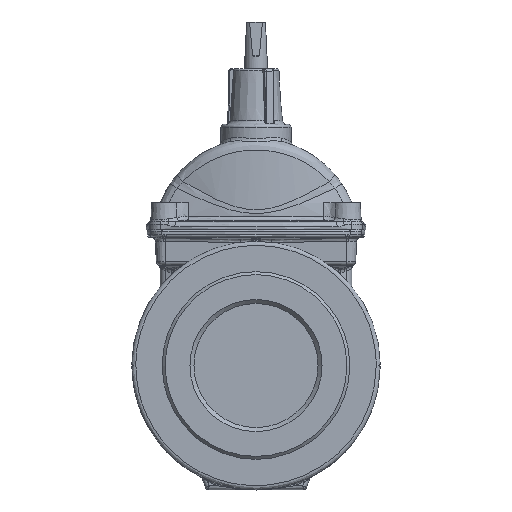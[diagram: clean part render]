
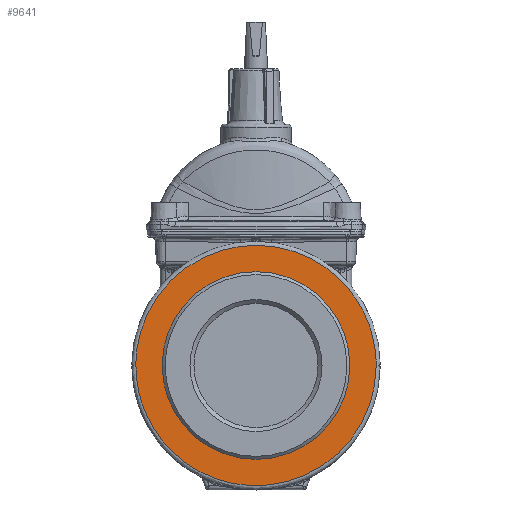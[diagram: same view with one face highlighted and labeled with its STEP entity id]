
A CAD part, top view. The second image highlights one B-rep face of the part: STEP entity #9641.
In plain terms, the highlighted planar face has unit normal (0, 0, 1).
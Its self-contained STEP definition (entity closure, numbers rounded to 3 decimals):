
#3032 = AXIS2_PLACEMENT_3D ( 'NONE', #5888, #5889, #5890 ) ;
#5362 = CARTESIAN_POINT ( 'NONE',  ( 121., -242., 97. ) ) ;
#5367 = CARTESIAN_POINT ( 'NONE',  ( 121., 0., 97. ) ) ;
#5368 = CARTESIAN_POINT ( 'NONE',  ( -121., -242., 97. ) ) ;
#5369 = CARTESIAN_POINT ( 'NONE',  ( -121., 0., 97. ) ) ;
#5370 = CARTESIAN_POINT ( 'NONE',  ( -121., 242., 97. ) ) ;
#5371 = CARTESIAN_POINT ( 'NONE',  ( 121., 242., 97. ) ) ;
#5372 = CARTESIAN_POINT ( 'NONE',  ( 121., 0., 97. ) ) ;
#5888 = CARTESIAN_POINT ( 'NONE',  ( 0., 0., 97. ) ) ;
#5889 = DIRECTION ( 'NONE',  ( 0., 0., -1. ) ) ;
#5890 = DIRECTION ( 'NONE',  ( -1., 0., 0. ) ) ;
#7016 = CARTESIAN_POINT ( 'NONE',  ( 0., 94.5, 97. ) ) ;
#7028 = PLANE ( 'NONE',  #32630 ) ;
#7030 = DIRECTION ( 'NONE',  ( 0., 0., 1. ) ) ;
#7031 = DIRECTION ( 'NONE',  ( 1., 0., 0. ) ) ;
#9641 = ADVANCED_FACE ( 'NONE', ( #18912, #18909 ), #7028, .T. ) ;
#11884 = EDGE_CURVE ( 'NONE', #36194, #36194, #38680, .T. ) ;
#11938 = EDGE_CURVE ( 'NONE', #36195, #36195, #15719, .T. ) ;
#15719 = CIRCLE ( 'NONE', #3032, 94.5 ) ;
#18909 = FACE_OUTER_BOUND ( 'NONE', #20738, .T. ) ;
#18912 = FACE_BOUND ( 'NONE', #20726, .T. ) ;
#20726 = EDGE_LOOP ( 'NONE', ( #22895 ) ) ;
#20738 = EDGE_LOOP ( 'NONE', ( #22896 ) ) ;
#22895 = ORIENTED_EDGE ( 'NONE', *, *, #11938, .T. ) ;
#22896 = ORIENTED_EDGE ( 'NONE', *, *, #11884, .F. ) ;
#32630 = AXIS2_PLACEMENT_3D ( 'NONE', #7016, #7030, #7031 ) ;
#36194 = VERTEX_POINT ( 'NONE', #36705 ) ;
#36195 = VERTEX_POINT ( 'NONE', #36706 ) ;
#36705 = CARTESIAN_POINT ( 'NONE',  ( 121., 0., 97. ) ) ;
#36706 = CARTESIAN_POINT ( 'NONE',  ( -94.5, 0., 97. ) ) ;
#38680 =( BOUNDED_CURVE ( )  B_SPLINE_CURVE ( 3, ( #5367, #5362, #5368, #5369, #5370, #5371, #5372 ),
 .UNSPECIFIED., .T., .F. ) 
 B_SPLINE_CURVE_WITH_KNOTS ( ( 4, 3, 4 ),
 ( 0., 0.5, 1. ),
 .UNSPECIFIED. ) 
 CURVE ( )  GEOMETRIC_REPRESENTATION_ITEM ( )  RATIONAL_B_SPLINE_CURVE ( ( 1., 0.333, 0.333, 1., 0.333, 0.333, 1. ) ) 
 REPRESENTATION_ITEM ( '' )  );
